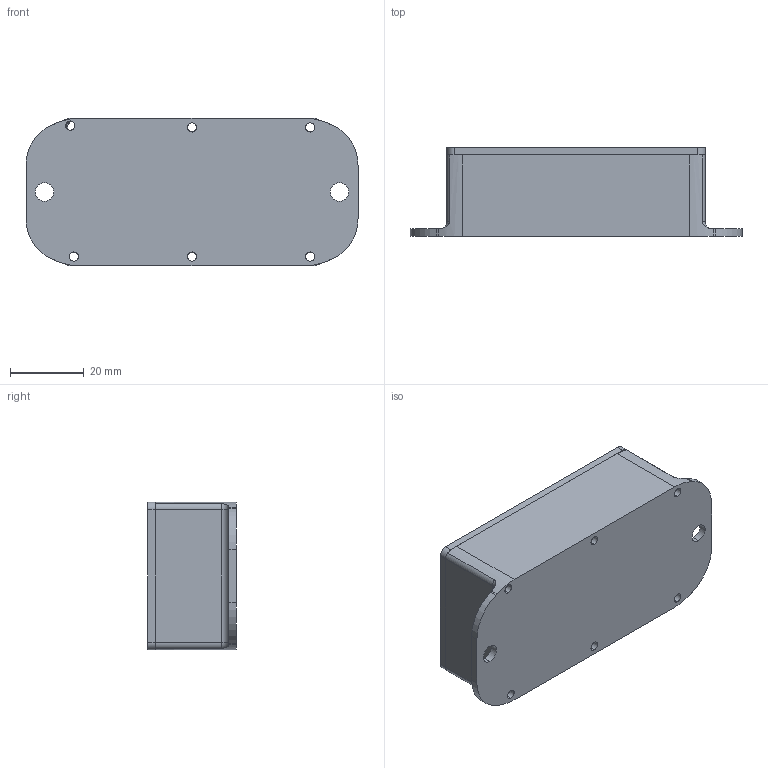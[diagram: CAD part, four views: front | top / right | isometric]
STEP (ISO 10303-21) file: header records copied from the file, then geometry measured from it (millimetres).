
FILE_DESCRIPTION (( 'STEP AP214' ), '1' );
FILE_NAME ('PCB Enclosure.STEP', '2024-12-19T13:55:35', ( '' ), ( '' ), 'SwSTEP 2.0', 'SolidWorks 2024', '' );
FILE_SCHEMA (( 'AUTOMOTIVE_DESIGN' ));
Length unit declared in the file: millimetre
Products named in the file (3): PCB Enclosure; PCB top Enclosure
Assembly tree (2 placements, depth 2):
  PCB Enclosure
    PCB Enclosure
    PCB top Enclosure
Bounding box: 90 x 24 x 40 mm (x, y, z)
Volume: 20236.6 mm3; surface area: 23286 mm2
Topology: 2 solids, 2 shells, 177 faces, 491 edges, 309 vertices
Faces by surface type: cylinder 97, plane 59, torus 15, sphere 6
Entity records: 5931 total; most frequent: CARTESIAN_POINT 1116, DIRECTION 1073, ORIENTED_EDGE 974, EDGE_CURVE 487, AXIS2_PLACEMENT_3D 418, VERTEX_POINT 309, LINE 237, VECTOR 237
